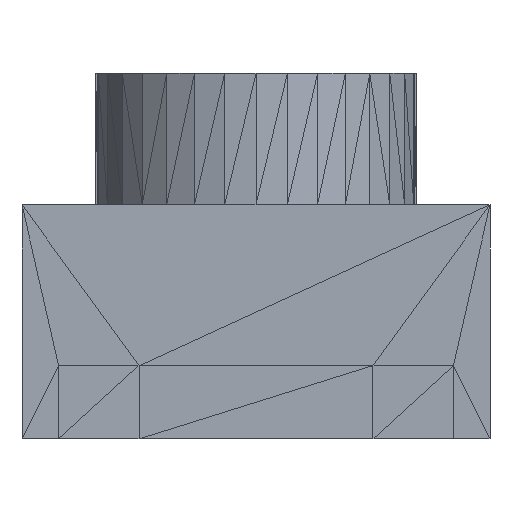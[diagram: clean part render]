
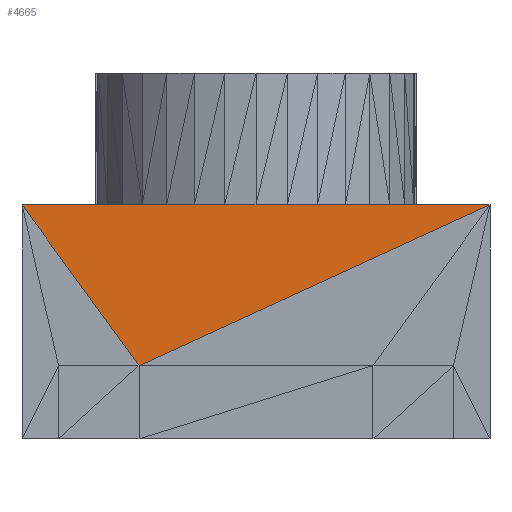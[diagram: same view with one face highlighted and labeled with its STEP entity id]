
A CAD part, front view. The second image highlights one B-rep face of the part: STEP entity #4665.
In plain terms, the highlighted planar face has unit normal (0, -1, 0).
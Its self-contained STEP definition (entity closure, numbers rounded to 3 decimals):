
#2267 = VERTEX_POINT('',#2268);
#2268 = CARTESIAN_POINT('',(-1.6,-2.1,
    1.6));
#2399 = PLANE('',#2400);
#2400 = AXIS2_PLACEMENT_3D('',#2401,#2402,#2403);
#2401 = CARTESIAN_POINT('',(0.,-1.945,1.6));
#2402 = DIRECTION('',(0.,0.,1.));
#2403 = DIRECTION('',(0.,1.,0.));
#2522 = EDGE_CURVE('',#2523,#2267,#2525,.T.);
#2523 = VERTEX_POINT('',#2524);
#2524 = CARTESIAN_POINT('',(1.6,-2.1,
    1.6));
#2525 = SURFACE_CURVE('',#2526,(#2530,#2536),.PCURVE_S1.);
#2526 = LINE('',#2527,#2528);
#2527 = CARTESIAN_POINT('',(1.6,-2.1,
    1.6));
#2528 = VECTOR('',#2529,1.);
#2529 = DIRECTION('',(-1.,0.,0.));
#2530 = PCURVE('',#2399,#2531);
#2531 = DEFINITIONAL_REPRESENTATION('',(#2532),#2535);
#2532 = B_SPLINE_CURVE_WITH_KNOTS('',1,(#2533,#2534),.UNSPECIFIED.,.F.,
  .F.,(2,2),(0.,3.2),.PIECEWISE_BEZIER_KNOTS.);
#2533 = CARTESIAN_POINT('',(-0.155,-1.6));
#2534 = CARTESIAN_POINT('',(-0.155,1.6));
#2535 = ( GEOMETRIC_REPRESENTATION_CONTEXT(2) 
PARAMETRIC_REPRESENTATION_CONTEXT() REPRESENTATION_CONTEXT('2D SPACE',''
  ) );
#2536 = PCURVE('',#2537,#2542);
#2537 = PLANE('',#2538);
#2538 = AXIS2_PLACEMENT_3D('',#2539,#2540,#2541);
#2539 = CARTESIAN_POINT('',(-0.08,-2.1,
    1.294));
#2540 = DIRECTION('',(-0.,-1.,-0.));
#2541 = DIRECTION('',(0.,0.,-1.));
#2542 = DEFINITIONAL_REPRESENTATION('',(#2543),#2547);
#2543 = LINE('',#2544,#2545);
#2544 = CARTESIAN_POINT('',(-0.306,1.68));
#2545 = VECTOR('',#2546,1.);
#2546 = DIRECTION('',(0.,-1.));
#2547 = ( GEOMETRIC_REPRESENTATION_CONTEXT(2) 
PARAMETRIC_REPRESENTATION_CONTEXT() REPRESENTATION_CONTEXT('2D SPACE',''
  ) );
#3288 = EDGE_CURVE('',#3289,#2267,#3291,.T.);
#3289 = VERTEX_POINT('',#3290);
#3290 = CARTESIAN_POINT('',(-0.8,-2.1,0.5));
#3291 = SURFACE_CURVE('',#3292,(#3296,#3308),.PCURVE_S1.);
#3292 = LINE('',#3293,#3294);
#3293 = CARTESIAN_POINT('',(-0.8,-2.1,0.5));
#3294 = VECTOR('',#3295,1.);
#3295 = DIRECTION('',(-0.588,0.,0.809));
#3296 = PCURVE('',#3297,#3302);
#3297 = PLANE('',#3298);
#3298 = AXIS2_PLACEMENT_3D('',#3299,#3300,#3301);
#3299 = CARTESIAN_POINT('',(-1.279,-2.1,
    0.95));
#3300 = DIRECTION('',(-0.,-1.,-0.));
#3301 = DIRECTION('',(0.,0.,-1.));
#3302 = DEFINITIONAL_REPRESENTATION('',(#3303),#3307);
#3303 = LINE('',#3304,#3305);
#3304 = CARTESIAN_POINT('',(0.45,0.479));
#3305 = VECTOR('',#3306,1.);
#3306 = DIRECTION('',(-0.809,-0.588));
#3307 = ( GEOMETRIC_REPRESENTATION_CONTEXT(2) 
PARAMETRIC_REPRESENTATION_CONTEXT() REPRESENTATION_CONTEXT('2D SPACE',''
  ) );
#3308 = PCURVE('',#2537,#3309);
#3309 = DEFINITIONAL_REPRESENTATION('',(#3310),#3313);
#3310 = B_SPLINE_CURVE_WITH_KNOTS('',1,(#3311,#3312),.UNSPECIFIED.,.F.,
  .F.,(2,2),(0.,1.36),.PIECEWISE_BEZIER_KNOTS.);
#3311 = CARTESIAN_POINT('',(0.794,-0.72));
#3312 = CARTESIAN_POINT('',(-0.306,-1.52));
#3313 = ( GEOMETRIC_REPRESENTATION_CONTEXT(2) 
PARAMETRIC_REPRESENTATION_CONTEXT() REPRESENTATION_CONTEXT('2D SPACE',''
  ) );
#4629 = PLANE('',#4630);
#4630 = AXIS2_PLACEMENT_3D('',#4631,#4632,#4633);
#4631 = CARTESIAN_POINT('',(0.48,-2.1,
    0.893));
#4632 = DIRECTION('',(-0.,-1.,-0.));
#4633 = DIRECTION('',(0.,0.,-1.));
#4665 = ADVANCED_FACE('',(#4666),#2537,.T.);
#4666 = FACE_BOUND('',#4667,.T.);
#4667 = EDGE_LOOP('',(#4668,#4669,#4689));
#4668 = ORIENTED_EDGE('',*,*,#3288,.F.);
#4669 = ORIENTED_EDGE('',*,*,#4670,.T.);
#4670 = EDGE_CURVE('',#3289,#2523,#4671,.T.);
#4671 = SURFACE_CURVE('',#4672,(#4676,#4683),.PCURVE_S1.);
#4672 = LINE('',#4673,#4674);
#4673 = CARTESIAN_POINT('',(-0.8,-2.1,0.5));
#4674 = VECTOR('',#4675,1.);
#4675 = DIRECTION('',(0.909,0.,0.417));
#4676 = PCURVE('',#2537,#4677);
#4677 = DEFINITIONAL_REPRESENTATION('',(#4678),#4682);
#4678 = LINE('',#4679,#4680);
#4679 = CARTESIAN_POINT('',(0.794,-0.72));
#4680 = VECTOR('',#4681,1.);
#4681 = DIRECTION('',(-0.417,0.909));
#4682 = ( GEOMETRIC_REPRESENTATION_CONTEXT(2) 
PARAMETRIC_REPRESENTATION_CONTEXT() REPRESENTATION_CONTEXT('2D SPACE',''
  ) );
#4683 = PCURVE('',#4629,#4684);
#4684 = DEFINITIONAL_REPRESENTATION('',(#4685),#4688);
#4685 = B_SPLINE_CURVE_WITH_KNOTS('',1,(#4686,#4687),.UNSPECIFIED.,.F.,
  .F.,(2,2),(0.,2.64),.PIECEWISE_BEZIER_KNOTS.);
#4686 = CARTESIAN_POINT('',(0.393,-1.28));
#4687 = CARTESIAN_POINT('',(-0.707,1.12));
#4688 = ( GEOMETRIC_REPRESENTATION_CONTEXT(2) 
PARAMETRIC_REPRESENTATION_CONTEXT() REPRESENTATION_CONTEXT('2D SPACE',''
  ) );
#4689 = ORIENTED_EDGE('',*,*,#2522,.T.);
